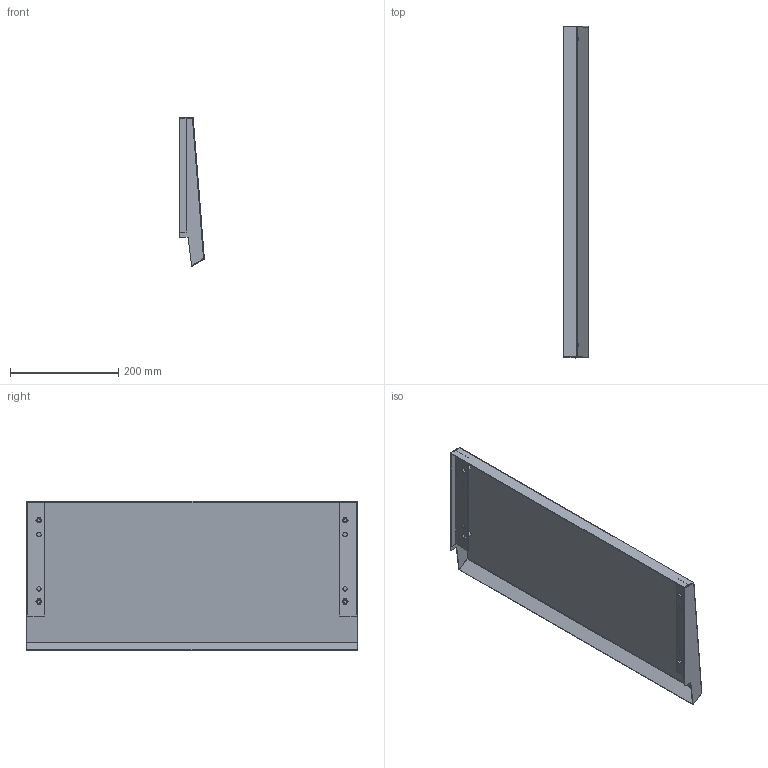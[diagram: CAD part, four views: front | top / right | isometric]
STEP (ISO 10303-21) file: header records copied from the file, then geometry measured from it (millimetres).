
FILE_DESCRIPTION (( 'STEP AP203' ), '1' );
FILE_NAME ('600x250 R5TT069.step', '2012-04-06T13:46:29', ( 'User' ), ( 'DKC' ), 'SwSTEP 2.0', 'SolidWorks 2011', '' );
FILE_SCHEMA (( 'CONFIG_CONTROL_DESIGN' ));
Length unit declared in the file: millimetre
Products named in the file (5): 600x250 R5TT069; Corner_CB02C300 B250; Çåðêàëüíî îòðàçèòüCorner_CB02C300 B250; Rain-proov canopy_600x250; Avdel M6._Default
Assembly tree (7 placements, depth 2):
  600x250 R5TT069
    Avdel M6._Default  x4
    Corner_CB02C300 B250
    Çåðêàëüíî îòðàçèòüCorner_CB02C300 B250
    Rain-proov canopy_600x250
Bounding box: 45.69 x 612.2 x 275.34 mm (x, y, z)
Volume: 338392 mm3; surface area: 457969.3 mm2
Topology: 7 solids, 7 shells, 248 faces, 582 edges, 356 vertices
Faces by surface type: plane 172, cylinder 36, bspline 24, cone 16
Entity records: 4751 total; most frequent: CARTESIAN_POINT 914, ORIENTED_EDGE 660, DIRECTION 656, EDGE_CURVE 330, VECTOR 268, LINE 268, VERTEX_POINT 200, AXIS2_PLACEMENT_3D 194
